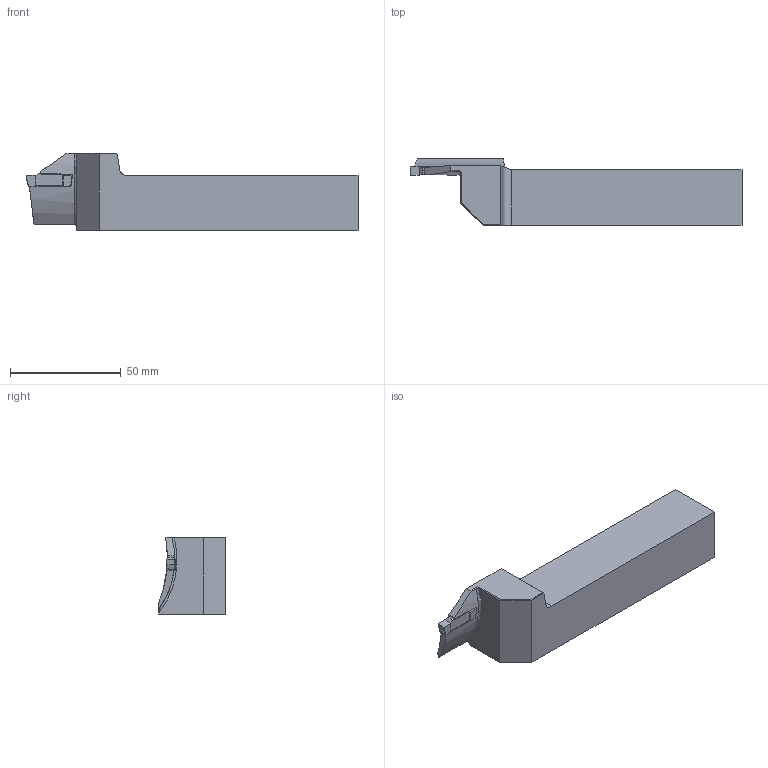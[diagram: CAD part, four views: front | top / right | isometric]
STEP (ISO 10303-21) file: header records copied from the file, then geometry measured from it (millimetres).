
FILE_DESCRIPTION(/* description */ (''),/* implementation_level */ '2;1');
FILE_NAME(/* name */ 'AAKT-K-R-2525-70-110-4-T22.stp',/* time_stamp */ '2023-10-17T19:04:43+03:00',/* author */ (''),/* organization */ (''),/* preprocessor_version */ 'ST-DEVELOPER v19.4',/* originating_system */ 'SIEMENS PLM Software NX2306.3001',/* authorisation */ '');
FILE_SCHEMA (('AUTOMOTIVE_DESIGN { 1 0 10303 214 3 1 1 1 }'));
Length unit declared in the file: millimetre
Products named in the file (1): AAKT-K-R-2525-70-110-4-T22_objects
Bounding box: 150 x 30 x 35 mm (x, y, z)
Volume: 85873.6 mm3; surface area: 16272.9 mm2
Topology: 2 solids, 2 shells, 72 faces, 182 edges, 114 vertices
Faces by surface type: plane 53, cylinder 16, bspline 2, torus 1
Entity records: 2254 total; most frequent: CARTESIAN_POINT 492, ORIENTED_EDGE 364, DIRECTION 345, EDGE_CURVE 182, LINE 139, VECTOR 139, VERTEX_POINT 114, AXIS2_PLACEMENT_3D 103
